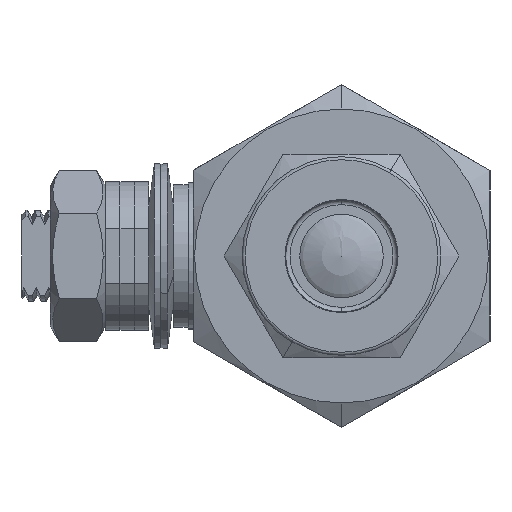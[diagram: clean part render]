
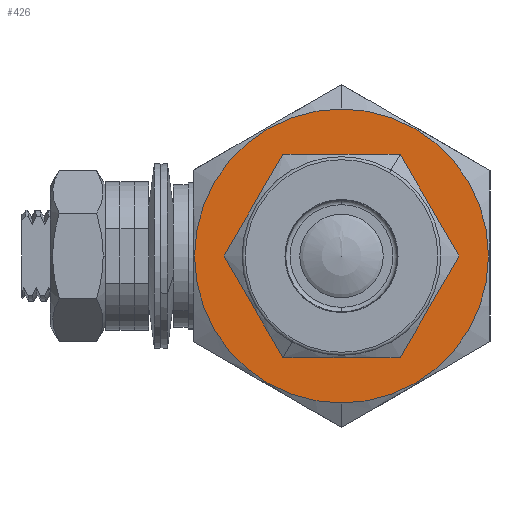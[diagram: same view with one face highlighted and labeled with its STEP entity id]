
A CAD part, left-side view. The second image highlights one B-rep face of the part: STEP entity #426.
In plain terms, the highlighted planar face has unit normal (-1, 0, 0).
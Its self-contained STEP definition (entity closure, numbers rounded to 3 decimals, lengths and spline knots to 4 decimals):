
#390 = DIRECTION ( 'NONE',  ( 0., 0., -1. ) ) ;
#426 = ADVANCED_FACE ( 'NONE', ( #16258, #41821 ), #17524, .F. ) ;
#446 = DIRECTION ( 'NONE',  ( 1., 0., 0. ) ) ;
#453 = CARTESIAN_POINT ( 'NONE',  ( -1.088, 0., 0. ) ) ;
#610 = DIRECTION ( 'NONE',  ( 0., 0., -1. ) ) ;
#647 = DIRECTION ( 'NONE',  ( 1., 0., 0. ) ) ;
#696 = CARTESIAN_POINT ( 'NONE',  ( -1.088, 0., 0. ) ) ;
#841 = ORIENTED_EDGE ( 'NONE', *, *, #8188, .F. ) ;
#2409 = EDGE_LOOP ( 'NONE', ( #21901, #17293 ) ) ;
#5420 = CIRCLE ( 'NONE', #23690, 0.495 ) ;
#5689 = AXIS2_PLACEMENT_3D ( 'NONE', #29387, #29378, #29317 ) ;
#8050 = EDGE_CURVE ( 'NONE', #28972, #31339, #13323, .T. ) ;
#8188 = EDGE_CURVE ( 'NONE', #26188, #8811, #31030, .T. ) ;
#8811 = VERTEX_POINT ( 'NONE', #20945 ) ;
#9167 = AXIS2_PLACEMENT_3D ( 'NONE', #17242, #18251, #18357 ) ;
#13073 = ORIENTED_EDGE ( 'NONE', *, *, #18688, .F. ) ;
#13323 = CIRCLE ( 'NONE', #45871, 0.298 ) ;
#16258 = FACE_BOUND ( 'NONE', #2409, .T. ) ;
#17242 = CARTESIAN_POINT ( 'NONE',  ( -1.088, 0.2785, 0. ) ) ;
#17293 = ORIENTED_EDGE ( 'NONE', *, *, #8050, .T. ) ;
#17524 = PLANE ( 'NONE',  #9167 ) ;
#18251 = DIRECTION ( 'NONE',  ( 1., 0., 0. ) ) ;
#18357 = DIRECTION ( 'NONE',  ( 0., 0., -1. ) ) ;
#18675 = EDGE_CURVE ( 'NONE', #31339, #28972, #43400, .T. ) ;
#18688 = EDGE_CURVE ( 'NONE', #8811, #26188, #5420, .T. ) ;
#20380 = CARTESIAN_POINT ( 'NONE',  ( -1.088, 0., -0.495 ) ) ;
#20945 = CARTESIAN_POINT ( 'NONE',  ( -1.088, 0., 0.495 ) ) ;
#21256 = AXIS2_PLACEMENT_3D ( 'NONE', #696, #647, #610 ) ;
#21901 = ORIENTED_EDGE ( 'NONE', *, *, #18675, .T. ) ;
#23690 = AXIS2_PLACEMENT_3D ( 'NONE', #453, #446, #390 ) ;
#25626 = CARTESIAN_POINT ( 'NONE',  ( -1.088, 0., -0.298 ) ) ;
#26188 = VERTEX_POINT ( 'NONE', #20380 ) ;
#28972 = VERTEX_POINT ( 'NONE', #36620 ) ;
#29317 = DIRECTION ( 'NONE',  ( 0., 0., -1. ) ) ;
#29378 = DIRECTION ( 'NONE',  ( 1., 0., 0. ) ) ;
#29387 = CARTESIAN_POINT ( 'NONE',  ( -1.088, 0., 0. ) ) ;
#31030 = CIRCLE ( 'NONE', #5689, 0.495 ) ;
#31339 = VERTEX_POINT ( 'NONE', #25626 ) ;
#36620 = CARTESIAN_POINT ( 'NONE',  ( -1.088, 0., 0.298 ) ) ;
#39439 = EDGE_LOOP ( 'NONE', ( #841, #13073 ) ) ;
#41821 = FACE_OUTER_BOUND ( 'NONE', #39439, .T. ) ;
#43400 = CIRCLE ( 'NONE', #21256, 0.298 ) ;
#45871 = AXIS2_PLACEMENT_3D ( 'NONE', #46362, #46323, #46288 ) ;
#46288 = DIRECTION ( 'NONE',  ( 0., 0., -1. ) ) ;
#46323 = DIRECTION ( 'NONE',  ( 1., 0., 0. ) ) ;
#46362 = CARTESIAN_POINT ( 'NONE',  ( -1.088, 0., 0. ) ) ;
